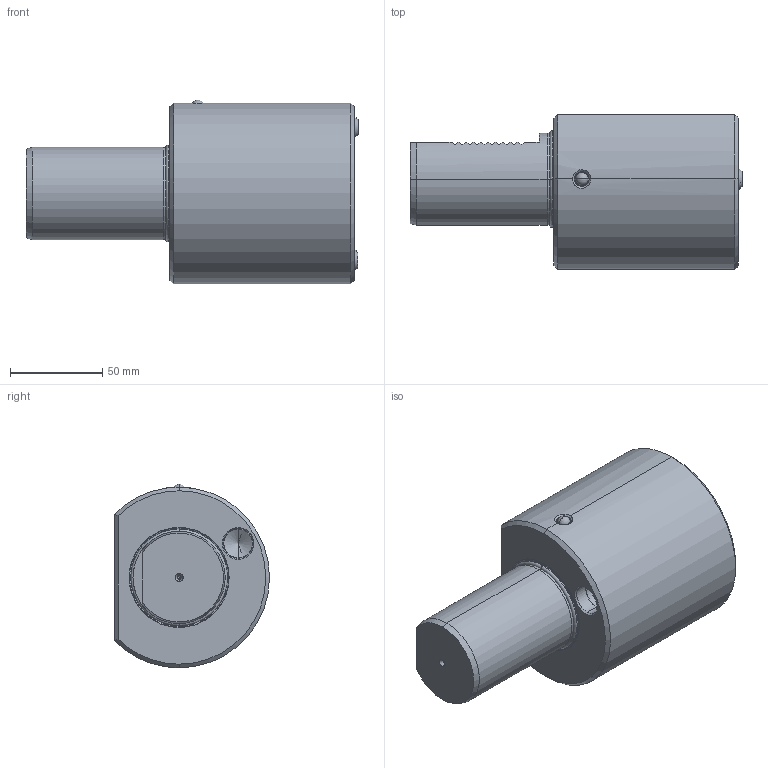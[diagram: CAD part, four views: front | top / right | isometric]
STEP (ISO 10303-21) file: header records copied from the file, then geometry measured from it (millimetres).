
FILE_DESCRIPTION (( 'STEP AP203' ), '1' );
FILE_NAME ('509.52.50.STEP', '2016-11-26T06:59:55', ( '' ), ( '' ), 'SwSTEP 2.0', 'SolidWorks 2012', '' );
FILE_SCHEMA (( 'CONFIG_CONTROL_DESIGN' ));
Length unit declared in the file: millimetre
Products named in the file (8): 管螺文螺絲; M12xP1.5x10L; 皿頭_M5; 出水銅嘴; O型環48.7; VDI50        E2_50; 8止水鉚珠; 509.52.50
Assembly tree (11 placements, depth 2):
  509.52.50
    VDI50        E2_50
    O型環48.7
    8止水鉚珠
    出水銅嘴  x2
    皿頭_M5  x2
    管螺文螺絲
    M12xP1.5x10L  x3
Bounding box: 180 x 84 x 99.6 mm (x, y, z)
Volume: 644280.6 mm3; surface area: 84042.2 mm2
Topology: 12 solids, 12 shells, 578 faces, 1536 edges, 968 vertices
Faces by surface type: cylinder 233, cone 182, plane 110, bspline 35, torus 12, sphere 6
Entity records: 45881 total; most frequent: CARTESIAN_POINT 34670, ORIENTED_EDGE 2414, DIRECTION 1872, EDGE_CURVE 1207, VERTEX_POINT 760, AXIS2_PLACEMENT_3D 710, EDGE_LOOP 489, ADVANCED_FACE 466
